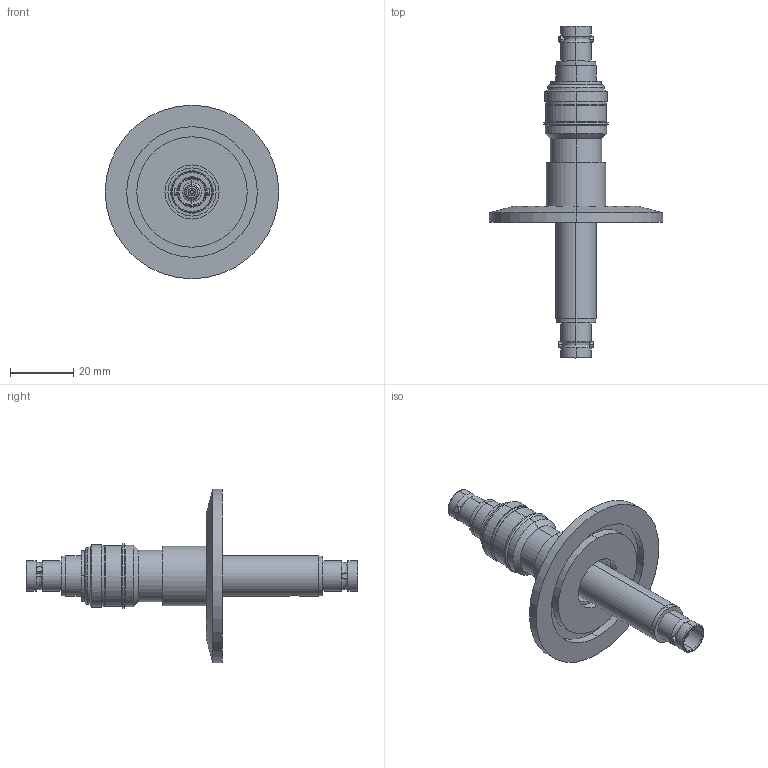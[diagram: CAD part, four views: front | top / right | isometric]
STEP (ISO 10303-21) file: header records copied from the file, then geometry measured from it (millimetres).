
FILE_DESCRIPTION (( 'STEP AP203' ), '1' );
FILE_NAME ('A0481-2-QF.STEP', '2013-05-09T19:55:02', ( '' ), ( '' ), 'SwSTEP 2.0', 'SolidWorks 2012', '' );
FILE_SCHEMA (( 'CONFIG_CONTROL_DESIGN' ));
Length unit declared in the file: inch
Products named in the file (1): A0481-2-QF
Bounding box: 54.99 x 105.26 x 54.99 mm (x, y, z)
Volume: 18543.9 mm3; surface area: 20187.3 mm2
Topology: 1 solids, 3 shells, 239 faces, 540 edges, 342 vertices
Faces by surface type: cylinder 126, plane 53, bspline 30, cone 30
Entity records: 7665 total; most frequent: CARTESIAN_POINT 2140, DIRECTION 1234, ORIENTED_EDGE 1080, EDGE_CURVE 540, AXIS2_PLACEMENT_3D 526, VERTEX_POINT 342, CIRCLE 316, EDGE_LOOP 280
